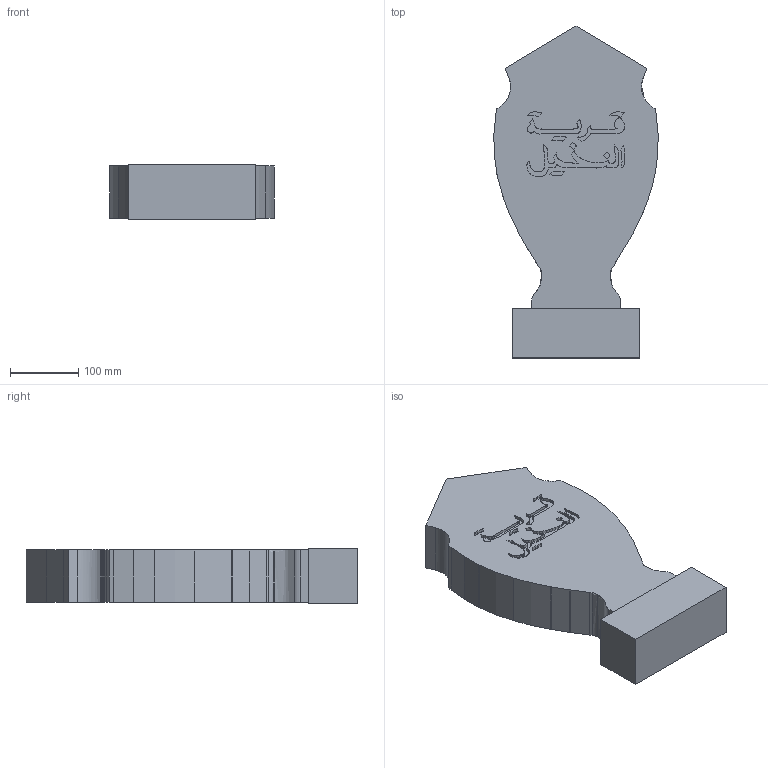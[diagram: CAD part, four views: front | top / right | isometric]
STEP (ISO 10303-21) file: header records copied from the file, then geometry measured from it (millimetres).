
FILE_DESCRIPTION(('FreeCAD Model'),'2;1');
FILE_NAME('Open CASCADE Shape Model','2025-05-02T16:44:41',('FreeCAD'),( 'FreeCAD'),'Open CASCADE STEP processor 7.6','FreeCAD','Unknown');
FILE_SCHEMA(('AUTOMOTIVE_DESIGN { 1 0 10303 214 1 1 1 1 }'));
Length unit declared in the file: millimetre
Products named in the file (1): Open CASCADE STEP translator 7.6 1
Bounding box: 240.24 x 485.68 x 80.68 mm (x, y, z)
Volume: 6608290 mm3; surface area: 285642.7 mm2
Topology: 1 solids, 1 shells, 573 faces, 1677 edges, 1117 vertices
Faces by surface type: bspline 573
Entity records: 21753 total; most frequent: CARTESIAN_POINT 11605, ORIENTED_EDGE 3354, EDGE_CURVE 1677, B_SPLINE_CURVE_WITH_KNOTS 1673, VERTEX_POINT 1117, FACE_BOUND 584, EDGE_LOOP 584, ADVANCED_FACE 573
